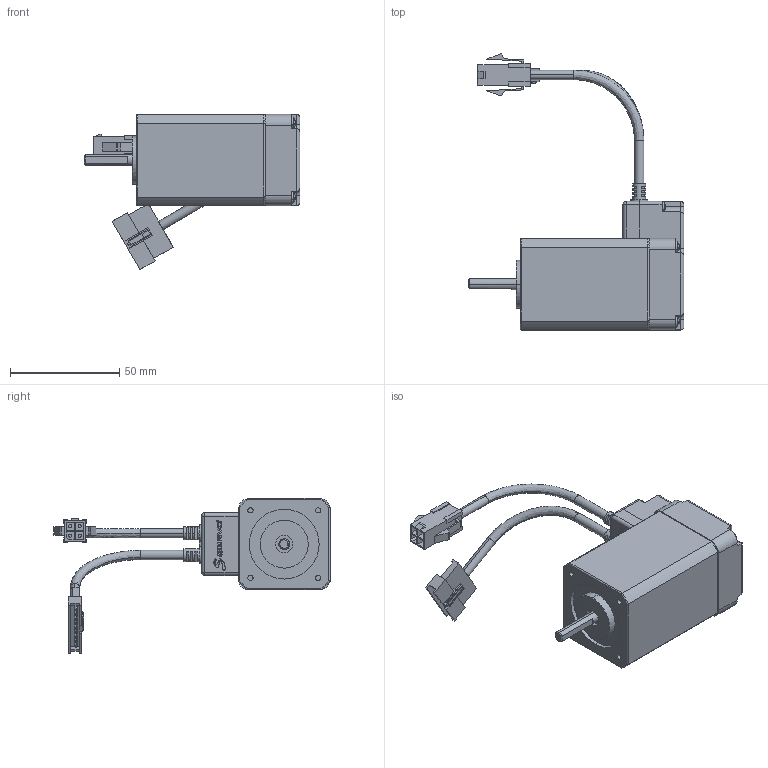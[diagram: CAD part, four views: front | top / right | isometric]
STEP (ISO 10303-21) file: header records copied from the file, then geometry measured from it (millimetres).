
FILE_DESCRIPTION (( 'STEP AP203' ), '1' );
FILE_NAME ('130809 SM-42XL.STEP', '2013-08-13T09:48:14', ( '' ), ( '' ), 'SwSTEP 2.0', 'SolidWorks 2012', '' );
FILE_SCHEMA (( 'CONFIG_CONTROL_DESIGN' ));
Length unit declared in the file: millimetre
Products named in the file (13): 130809 SM-42XL; round cross head screw_ks1_KS 1023 RC - M2.6 x 12-N; round cross head screw_ks1_KS 1023 RC - M3 x 12-N; 42阿 浚内歹 纳捞喉急_钎霖; 42陝 賅攪瞪錳摹_ル遽; 130116 42mm CABLE COVER S-SERVO; S-SERVO24; 121218 42mm CABLE COVER_ル遽; 130115 42mm ENCODER COVER_ル遽; 葆斜啻す 縛囀渦_ル遽; 20陝 PCB_ル遽; PLATE; 42XL_註蝶
Assembly tree (16 placements, depth 3):
  130809 SM-42XL
    42XL_註蝶
    PLATE
    20陝 PCB_ル遽
    葆斜啻す 縛囀渦_ル遽
    130115 42mm ENCODER COVER_ル遽
    130116 42mm CABLE COVER S-SERVO
      121218 42mm CABLE COVER_ル遽
      S-SERVO24
    42陝 賅攪瞪錳摹_ル遽
    42阿 浚内歹 纳捞喉急_钎霖
    round cross head screw_ks1_KS 1023 RC - M3 x 12-N  x4
    round cross head screw_ks1_KS 1023 RC - M2.6 x 12-N  x2
Bounding box: 99 x 126.61 x 71.22 mm (x, y, z)
Volume: 124291.3 mm3; surface area: 41223.7 mm2
Topology: 23 solids, 23 shells, 4075 faces, 11868 edges, 7878 vertices
Faces by surface type: plane 3649, cylinder 251, cone 73, bspline 42, torus 38, sphere 22
Entity records: 130614 total; most frequent: CARTESIAN_POINT 24089, ORIENTED_EDGE 23052, DIRECTION 19943, EDGE_CURVE 11526, LINE 10683, VECTOR 10683, VERTEX_POINT 7674, AXIS2_PLACEMENT_3D 4630
